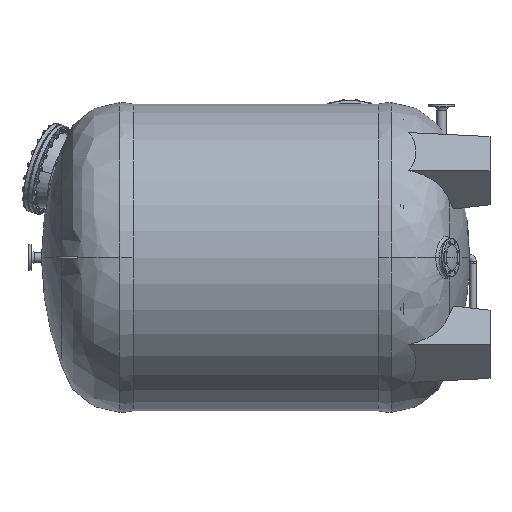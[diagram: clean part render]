
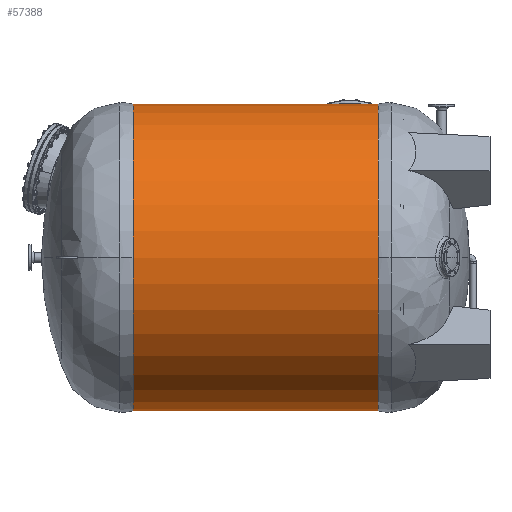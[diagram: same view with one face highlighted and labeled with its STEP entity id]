
A CAD part, left-side view. The second image highlights one B-rep face of the part: STEP entity #57388.
In plain terms, the highlighted cylindrical face has radius 1112 mm (diameter 2224 mm), a partial arc.
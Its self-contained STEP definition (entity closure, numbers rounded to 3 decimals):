
#1016 = EDGE_LOOP ( 'NONE', ( #61024, #45699, #51864, #34232, #11877, #54421 ) ) ;
#1438 = CARTESIAN_POINT ( 'NONE',  ( 0., 0., 0. ) ) ;
#1703 = CARTESIAN_POINT ( 'NONE',  ( 0., 644.999, 0. ) ) ;
#2360 = DIRECTION ( 'NONE',  ( 0., 1., 0. ) ) ;
#3365 = EDGE_CURVE ( 'NONE', #41683, #45877, #24839, .T. ) ;
#3660 = CARTESIAN_POINT ( 'NONE',  ( 0., 644.999, 0. ) ) ;
#4901 = AXIS2_PLACEMENT_3D ( 'NONE', #3660, #68876, #25742 ) ;
#5288 = VERTEX_POINT ( 'NONE', #16760 ) ;
#6282 = EDGE_CURVE ( 'NONE', #37473, #41683, #50463, .T. ) ;
#7087 = VERTEX_POINT ( 'NONE', #49900 ) ;
#11022 = EDGE_CURVE ( 'NONE', #5288, #29789, #69673, .T. ) ;
#11163 = DIRECTION ( 'NONE',  ( 0., 1., 0. ) ) ;
#11877 = ORIENTED_EDGE ( 'NONE', *, *, #6282, .T. ) ;
#14111 = CYLINDRICAL_SURFACE ( 'NONE', #57739, 1112. ) ;
#14531 = VECTOR ( 'NONE', #11163, 1000. ) ;
#16760 = CARTESIAN_POINT ( 'NONE',  ( 0., 644.999, -1112. ) ) ;
#17335 = CARTESIAN_POINT ( 'NONE',  ( 0., 0., 1112. ) ) ;
#19106 = DIRECTION ( 'NONE',  ( 0., 0., 1. ) ) ;
#23818 = DIRECTION ( 'NONE',  ( 0., 1., 0. ) ) ;
#24065 = CARTESIAN_POINT ( 'NONE',  ( 0., 2421.001, -1112. ) ) ;
#24812 = LINE ( 'NONE', #67945, #36635 ) ;
#24839 = CIRCLE ( 'NONE', #25970, 1112. ) ;
#25742 = DIRECTION ( 'NONE',  ( 0., 0., 1. ) ) ;
#25827 = DIRECTION ( 'NONE',  ( 0., -1., 0. ) ) ;
#25970 = AXIS2_PLACEMENT_3D ( 'NONE', #61566, #62656, #30674 ) ;
#29173 = EDGE_CURVE ( 'NONE', #5288, #45877, #24812, .T. ) ;
#29789 = VERTEX_POINT ( 'NONE', #51572 ) ;
#30674 = DIRECTION ( 'NONE',  ( 0., 0., 1. ) ) ;
#34232 = ORIENTED_EDGE ( 'NONE', *, *, #46630, .T. ) ;
#35111 = FACE_OUTER_BOUND ( 'NONE', #1016, .T. ) ;
#36551 = AXIS2_PLACEMENT_3D ( 'NONE', #1703, #23818, #19106 ) ;
#36635 = VECTOR ( 'NONE', #2360, 1000. ) ;
#37473 = VERTEX_POINT ( 'NONE', #42952 ) ;
#38348 = LINE ( 'NONE', #17335, #14531 ) ;
#40456 = CIRCLE ( 'NONE', #36551, 1112. ) ;
#41683 = VERTEX_POINT ( 'NONE', #50095 ) ;
#42952 = CARTESIAN_POINT ( 'NONE',  ( 0., 2421.001, 1112. ) ) ;
#45664 = DIRECTION ( 'NONE',  ( 0., 0., 1. ) ) ;
#45699 = ORIENTED_EDGE ( 'NONE', *, *, #11022, .T. ) ;
#45877 = VERTEX_POINT ( 'NONE', #24065 ) ;
#46630 = EDGE_CURVE ( 'NONE', #7087, #37473, #38348, .T. ) ;
#47604 = DIRECTION ( 'NONE',  ( 0., 0., 1. ) ) ;
#49900 = CARTESIAN_POINT ( 'NONE',  ( 0., 644.999, 1112. ) ) ;
#50095 = CARTESIAN_POINT ( 'NONE',  ( -1112., 2421.001, 0. ) ) ;
#50463 = CIRCLE ( 'NONE', #51584, 1112. ) ;
#51572 = CARTESIAN_POINT ( 'NONE',  ( -1112., 644.999, 0. ) ) ;
#51584 = AXIS2_PLACEMENT_3D ( 'NONE', #53053, #25827, #47604 ) ;
#51864 = ORIENTED_EDGE ( 'NONE', *, *, #57711, .T. ) ;
#53053 = CARTESIAN_POINT ( 'NONE',  ( 0., 2421.001, 0. ) ) ;
#54421 = ORIENTED_EDGE ( 'NONE', *, *, #3365, .T. ) ;
#57388 = ADVANCED_FACE ( 'NONE', ( #35111 ), #14111, .T. ) ;
#57711 = EDGE_CURVE ( 'NONE', #29789, #7087, #40456, .T. ) ;
#57739 = AXIS2_PLACEMENT_3D ( 'NONE', #1438, #63376, #45664 ) ;
#61024 = ORIENTED_EDGE ( 'NONE', *, *, #29173, .F. ) ;
#61566 = CARTESIAN_POINT ( 'NONE',  ( 0., 2421.001, 0. ) ) ;
#62656 = DIRECTION ( 'NONE',  ( 0., -1., 0. ) ) ;
#63376 = DIRECTION ( 'NONE',  ( 0., 1., 0. ) ) ;
#67945 = CARTESIAN_POINT ( 'NONE',  ( 0., 0., -1112. ) ) ;
#68876 = DIRECTION ( 'NONE',  ( 0., 1., 0. ) ) ;
#69673 = CIRCLE ( 'NONE', #4901, 1112. ) ;
